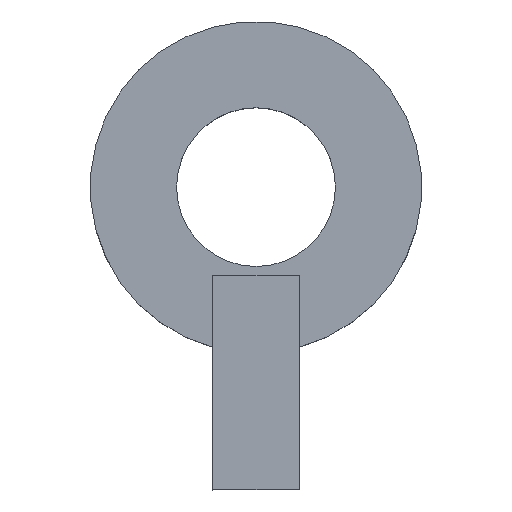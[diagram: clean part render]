
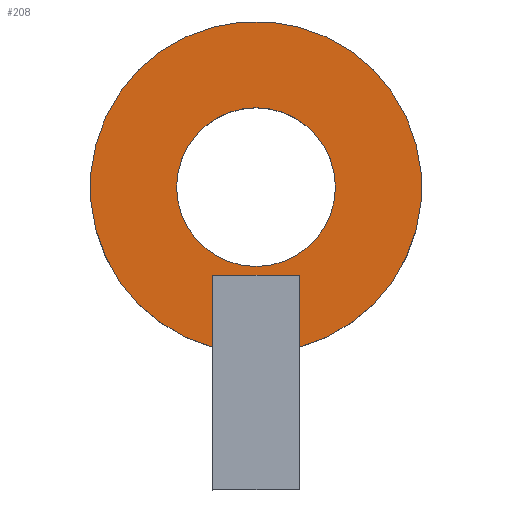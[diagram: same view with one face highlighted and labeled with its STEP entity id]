
A CAD part, top view. The second image highlights one B-rep face of the part: STEP entity #208.
In plain terms, the highlighted planar face has unit normal (0, 0, 1).
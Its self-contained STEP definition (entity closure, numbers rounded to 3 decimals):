
#15=FACE_BOUND('',#47,.T.);
#18=CIRCLE('',#228,3.838);
#21=CIRCLE('',#236,1.838);
#35=FACE_OUTER_BOUND('',#46,.T.);
#46=EDGE_LOOP('',(#181,#182,#183,#184));
#47=EDGE_LOOP('',(#185));
#50=LINE('',#302,#71);
#59=LINE('',#324,#80);
#70=LINE('',#352,#91);
#71=VECTOR('',#245,10.);
#80=VECTOR('',#264,10.);
#91=VECTOR('',#293,10.);
#92=VERTEX_POINT('',#300);
#93=VERTEX_POINT('',#301);
#100=VERTEX_POINT('',#318);
#101=VERTEX_POINT('',#320);
#108=VERTEX_POINT('',#345);
#110=EDGE_CURVE('',#92,#93,#50,.T.);
#119=EDGE_CURVE('',#101,#100,#18,.T.);
#121=EDGE_CURVE('',#93,#101,#59,.T.);
#132=EDGE_CURVE('',#108,#108,#21,.F.);
#136=EDGE_CURVE('',#100,#92,#70,.T.);
#181=ORIENTED_EDGE('',*,*,#121,.T.);
#182=ORIENTED_EDGE('',*,*,#119,.T.);
#183=ORIENTED_EDGE('',*,*,#136,.T.);
#184=ORIENTED_EDGE('',*,*,#110,.T.);
#185=ORIENTED_EDGE('',*,*,#132,.T.);
#197=PLANE('',#239);
#208=ADVANCED_FACE('',(#35,#15),#197,.T.);
#228=AXIS2_PLACEMENT_3D('',#321,#259,#260);
#236=AXIS2_PLACEMENT_3D('',#346,#285,#286);
#239=AXIS2_PLACEMENT_3D('',#353,#294,#295);
#245=DIRECTION('',(1.,0.,0.));
#259=DIRECTION('center_axis',(0.,0.,
1.));
#260=DIRECTION('ref_axis',(0.261,-0.965,0.));
#264=DIRECTION('',(0.,-1.,0.));
#285=DIRECTION('center_axis',(0.,0.,1.));
#286=DIRECTION('ref_axis',(1.,0.,0.));
#293=DIRECTION('',(0.,1.,0.));
#294=DIRECTION('center_axis',(0.,0.,1.));
#295=DIRECTION('ref_axis',(1.,0.,0.));
#300=CARTESIAN_POINT('',(13.27,10.505,7.342));
#301=CARTESIAN_POINT('',(15.27,10.505,7.342));
#302=CARTESIAN_POINT('',(14.77,10.505,7.342));
#318=CARTESIAN_POINT('',(13.27,8.85,7.342));
#320=CARTESIAN_POINT('',(15.27,8.85,7.342));
#321=CARTESIAN_POINT('Origin',(14.27,12.555,7.342));
#324=CARTESIAN_POINT('',(15.27,8.804,7.342));
#345=CARTESIAN_POINT('',(12.432,12.555,7.342));
#346=CARTESIAN_POINT('Origin',(14.27,12.555,7.342));
#352=CARTESIAN_POINT('',(13.27,11.279,7.342));
#353=CARTESIAN_POINT('Origin',(14.27,12.052,7.342));
